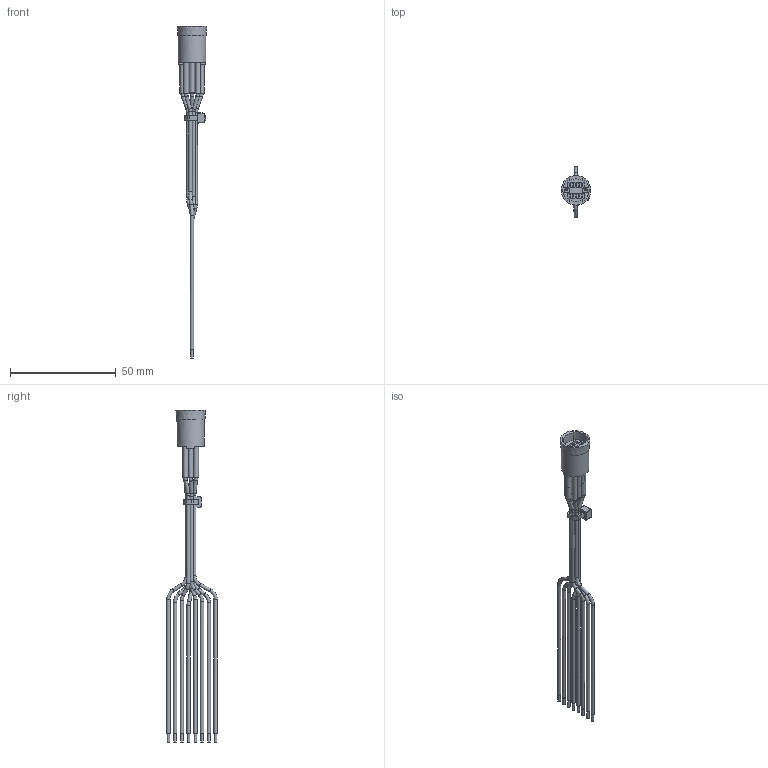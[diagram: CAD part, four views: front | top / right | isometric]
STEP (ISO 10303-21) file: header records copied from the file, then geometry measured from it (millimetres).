
FILE_DESCRIPTION(/* description */ ('','CAx-IF Rec.Pracs.---Representation and Presentation of Product Manufacturing Information (PMI)---4.0---2014-10-13'),/* implementation_level */ '2;1');
FILE_NAME(/* name */ 'PVP3WD3.stp',/* time_stamp */ '2019-06-11T08:46:30-05:00',/* author */ ('mroman'),/* organization */ (''),/* preprocessor_version */ 'ST-DEVELOPER v17',/* originating_system */ 'Autodesk Inventor 2018',/* authorisation */ '');
FILE_SCHEMA (('AP242_MANAGED_MODEL_BASED_3D_ENGINEERING_MIM_LF { 1 0 10303 442 1 1 4 }'));
Length unit declared in the file: millimetre
Products named in the file (1): PVP3WD3
Bounding box: 14 x 24 x 157.1 mm (x, y, z)
Volume: 4313.1 mm3; surface area: 8470.3 mm2
Topology: 1 solids, 2 shells, 668 faces, 1853 edges, 1204 vertices
Faces by surface type: plane 415, cylinder 136, bspline 53, torus 47, cone 9, sphere 8
Full cylindrical faces by diameter (mm): 1.2 x16, 1.6 x40, 2.4 x8, 13 x1
Entity records: 23831 total; most frequent: CARTESIAN_POINT 6606, ORIENTED_EDGE 3708, DIRECTION 3424, EDGE_CURVE 1854, VERTEX_POINT 1204, LINE 1150, VECTOR 1150, AXIS2_PLACEMENT_3D 1141
